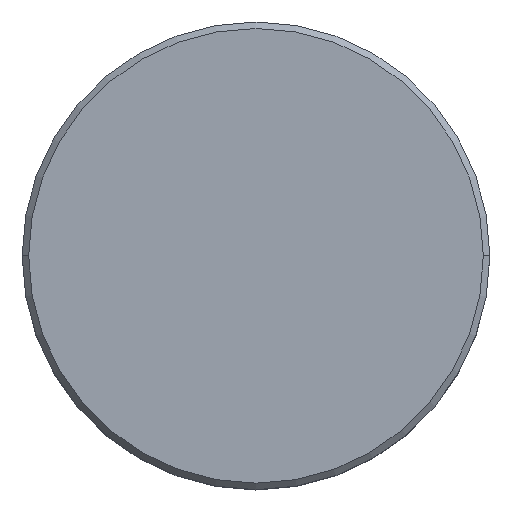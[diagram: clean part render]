
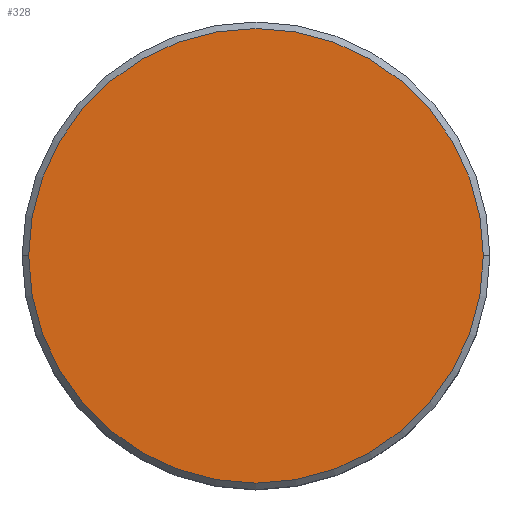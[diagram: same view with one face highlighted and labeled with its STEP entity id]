
A CAD part, top view. The second image highlights one B-rep face of the part: STEP entity #328.
In plain terms, the highlighted planar face has unit normal (0, 0, 1).
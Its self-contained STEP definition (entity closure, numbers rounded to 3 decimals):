
#2 = CARTESIAN_POINT ( 'NONE',  ( 17.5, 0., 0. ) ) ;
#8 = VERTEX_POINT ( 'NONE', #309 ) ;
#46 = DIRECTION ( 'NONE',  ( 0., 0., 1. ) ) ;
#80 = EDGE_LOOP ( 'NONE', ( #304, #445 ) ) ;
#129 = AXIS2_PLACEMENT_3D ( 'NONE', #162, #345, #305 ) ;
#142 = PLANE ( 'NONE',  #349 ) ;
#144 = CIRCLE ( 'NONE', #404, 17.5 ) ;
#154 = DIRECTION ( 'NONE',  ( 1., 0., 0. ) ) ;
#156 = FACE_OUTER_BOUND ( 'NONE', #80, .T. ) ;
#162 = CARTESIAN_POINT ( 'NONE',  ( 0., 0., 0. ) ) ;
#187 = DIRECTION ( 'NONE',  ( 0., 0., 1. ) ) ;
#223 = CARTESIAN_POINT ( 'NONE',  ( 0., 0., 0. ) ) ;
#259 = EDGE_CURVE ( 'NONE', #8, #327, #144, .T. ) ;
#304 = ORIENTED_EDGE ( 'NONE', *, *, #259, .T. ) ;
#305 = DIRECTION ( 'NONE',  ( 1., 0., 0. ) ) ;
#309 = CARTESIAN_POINT ( 'NONE',  ( -17.5, 0., 0. ) ) ;
#310 = CIRCLE ( 'NONE', #129, 17.5 ) ;
#327 = VERTEX_POINT ( 'NONE', #2 ) ;
#328 = ADVANCED_FACE ( 'NONE', ( #156 ), #142, .T. ) ;
#345 = DIRECTION ( 'NONE',  ( 0., 0., 1. ) ) ;
#349 = AXIS2_PLACEMENT_3D ( 'NONE', #436, #187, #405 ) ;
#404 = AXIS2_PLACEMENT_3D ( 'NONE', #223, #46, #154 ) ;
#405 = DIRECTION ( 'NONE',  ( 1., 0., 0. ) ) ;
#410 = EDGE_CURVE ( 'NONE', #327, #8, #310, .T. ) ;
#436 = CARTESIAN_POINT ( 'NONE',  ( 0., 0., 0. ) ) ;
#445 = ORIENTED_EDGE ( 'NONE', *, *, #410, .T. ) ;
